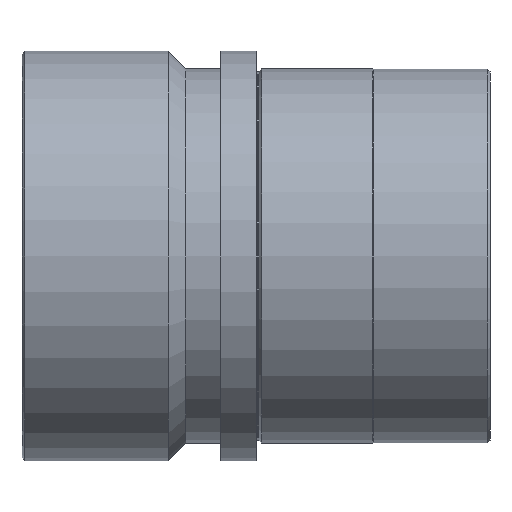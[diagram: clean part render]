
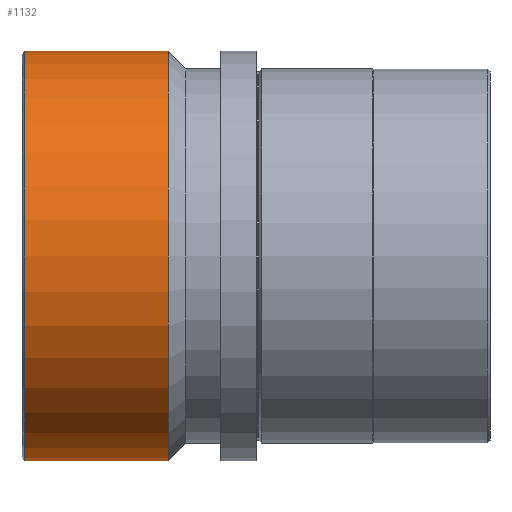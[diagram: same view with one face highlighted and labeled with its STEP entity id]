
A CAD part, left-side view. The second image highlights one B-rep face of the part: STEP entity #1132.
In plain terms, the highlighted cylindrical face has radius 35 mm (diameter 70 mm), a partial arc.
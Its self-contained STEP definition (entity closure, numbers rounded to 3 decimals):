
#57 = EDGE_CURVE ( 'NONE', #2692, #1301, #1922, .T. ) ;
#72 = ORIENTED_EDGE ( 'NONE', *, *, #2284, .T. ) ;
#83 = CYLINDRICAL_SURFACE ( 'NONE', #814, 35. ) ;
#98 = CARTESIAN_POINT ( 'NONE',  ( 0., 0., -35. ) ) ;
#152 = CARTESIAN_POINT ( 'NONE',  ( 0., 10.687, 0. ) ) ;
#192 = CIRCLE ( 'NONE', #333, 35. ) ;
#220 = CARTESIAN_POINT ( 'NONE',  ( 0., 0., 0. ) ) ;
#333 = AXIS2_PLACEMENT_3D ( 'NONE', #152, #760, #1022 ) ;
#394 = AXIS2_PLACEMENT_3D ( 'NONE', #1673, #469, #2512 ) ;
#412 = CARTESIAN_POINT ( 'NONE',  ( 0., 10.687, -35. ) ) ;
#458 = EDGE_LOOP ( 'NONE', ( #2189, #72, #994, #2713 ) ) ;
#462 = DIRECTION ( 'NONE',  ( 0., 0., -1. ) ) ;
#469 = DIRECTION ( 'NONE',  ( 0., -1., 0. ) ) ;
#483 = VECTOR ( 'NONE', #1601, 1000. ) ;
#685 = CARTESIAN_POINT ( 'NONE',  ( 0., 35.187, -35. ) ) ;
#698 = CIRCLE ( 'NONE', #394, 35. ) ;
#724 = VERTEX_POINT ( 'NONE', #685 ) ;
#760 = DIRECTION ( 'NONE',  ( 0., -1., 0. ) ) ;
#814 = AXIS2_PLACEMENT_3D ( 'NONE', #220, #1698, #462 ) ;
#833 = CARTESIAN_POINT ( 'NONE',  ( 0., 35.187, 35. ) ) ;
#994 = ORIENTED_EDGE ( 'NONE', *, *, #1791, .T. ) ;
#1022 = DIRECTION ( 'NONE',  ( 0., 0., -1. ) ) ;
#1063 = FACE_OUTER_BOUND ( 'NONE', #458, .T. ) ;
#1132 = ADVANCED_FACE ( 'NONE', ( #1063 ), #83, .T. ) ;
#1301 = VERTEX_POINT ( 'NONE', #1620 ) ;
#1322 = VECTOR ( 'NONE', #1356, 1000. ) ;
#1356 = DIRECTION ( 'NONE',  ( 0., -1., 0. ) ) ;
#1526 = LINE ( 'NONE', #98, #1322 ) ;
#1601 = DIRECTION ( 'NONE',  ( 0., -1., 0. ) ) ;
#1620 = CARTESIAN_POINT ( 'NONE',  ( 0., 10.687, 35. ) ) ;
#1673 = CARTESIAN_POINT ( 'NONE',  ( 0., 35.187, 0. ) ) ;
#1698 = DIRECTION ( 'NONE',  ( 0., -1., 0. ) ) ;
#1791 = EDGE_CURVE ( 'NONE', #724, #2116, #1526, .T. ) ;
#1816 = CARTESIAN_POINT ( 'NONE',  ( 0., 0., 35. ) ) ;
#1922 = LINE ( 'NONE', #1816, #483 ) ;
#1998 = EDGE_CURVE ( 'NONE', #1301, #2116, #192, .T. ) ;
#2116 = VERTEX_POINT ( 'NONE', #412 ) ;
#2189 = ORIENTED_EDGE ( 'NONE', *, *, #57, .F. ) ;
#2284 = EDGE_CURVE ( 'NONE', #2692, #724, #698, .T. ) ;
#2512 = DIRECTION ( 'NONE',  ( 0., 0., -1. ) ) ;
#2692 = VERTEX_POINT ( 'NONE', #833 ) ;
#2713 = ORIENTED_EDGE ( 'NONE', *, *, #1998, .F. ) ;
